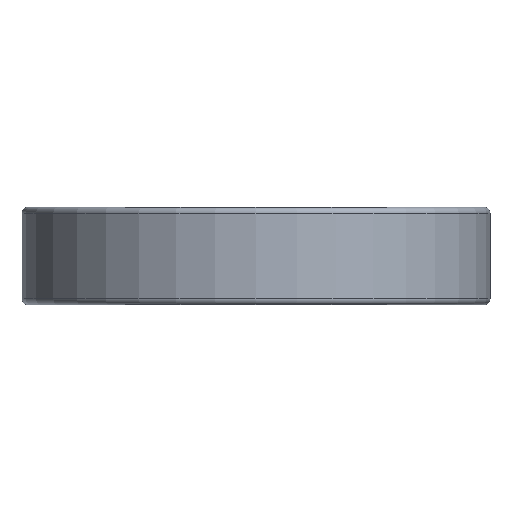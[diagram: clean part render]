
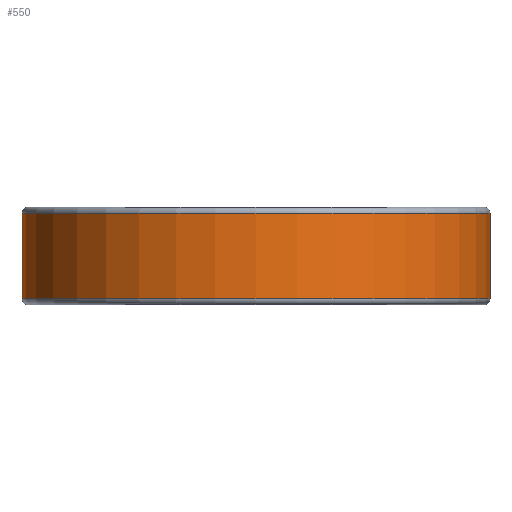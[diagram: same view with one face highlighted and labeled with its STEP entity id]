
A CAD part, left-side view. The second image highlights one B-rep face of the part: STEP entity #550.
In plain terms, the highlighted cylindrical face has radius 12 mm (diameter 24 mm), a partial arc.
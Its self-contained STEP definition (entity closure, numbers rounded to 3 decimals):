
#136=DIRECTION('',(0.,0.,-1.));
#137=VECTOR('',#136,4.4);
#138=CARTESIAN_POINT('',(0.,-12.,4.7));
#139=LINE('',#138,#137);
#140=DIRECTION('',(0.,0.,-1.));
#141=VECTOR('',#140,4.4);
#142=CARTESIAN_POINT('',(0.,12.,4.7));
#143=LINE('',#142,#141);
#144=CARTESIAN_POINT('',(0.,0.,4.7));
#145=DIRECTION('',(0.,0.,-1.));
#146=DIRECTION('',(0.,-1.,0.));
#147=AXIS2_PLACEMENT_3D('',#144,#145,#146);
#169=CARTESIAN_POINT('',(0.,0.,0.3));
#170=DIRECTION('',(0.,0.,-1.));
#171=DIRECTION('',(0.,-1.,0.));
#172=AXIS2_PLACEMENT_3D('',#169,#170,#171);
#285=CARTESIAN_POINT('',(0.,-12.,4.7));
#287=VERTEX_POINT('',#285);
#288=CARTESIAN_POINT('',(0.,-12.,0.3));
#289=VERTEX_POINT('',#288);
#317=CARTESIAN_POINT('',(0.,12.,4.7));
#319=VERTEX_POINT('',#317);
#320=CARTESIAN_POINT('',(0.,12.,0.3));
#321=VERTEX_POINT('',#320);
#536=CARTESIAN_POINT('',(0.,0.,-0.25));
#537=DIRECTION('',(0.,0.,1.));
#538=DIRECTION('',(0.,1.,0.));
#539=AXIS2_PLACEMENT_3D('',#536,#537,#538);
#540=CYLINDRICAL_SURFACE('',#539,12.);
#542=ORIENTED_EDGE('',*,*,#541,.T.);
#544=ORIENTED_EDGE('',*,*,#543,.T.);
#546=ORIENTED_EDGE('',*,*,#545,.F.);
#547=ORIENTED_EDGE('',*,*,#529,.F.);
#548=EDGE_LOOP('',(#542,#544,#546,#547));
#549=FACE_OUTER_BOUND('',#548,.F.);
#550=ADVANCED_FACE('',(#549),#540,.T.);
#148=CIRCLE('',#147,12.);
#173=CIRCLE('',#172,12.);
#529=EDGE_CURVE('',#287,#319,#148,.T.);
#541=EDGE_CURVE('',#287,#289,#139,.T.);
#543=EDGE_CURVE('',#289,#321,#173,.T.);
#545=EDGE_CURVE('',#319,#321,#143,.T.);
